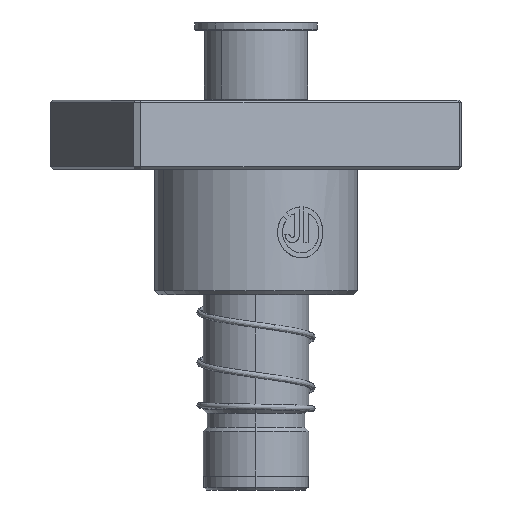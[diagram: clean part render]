
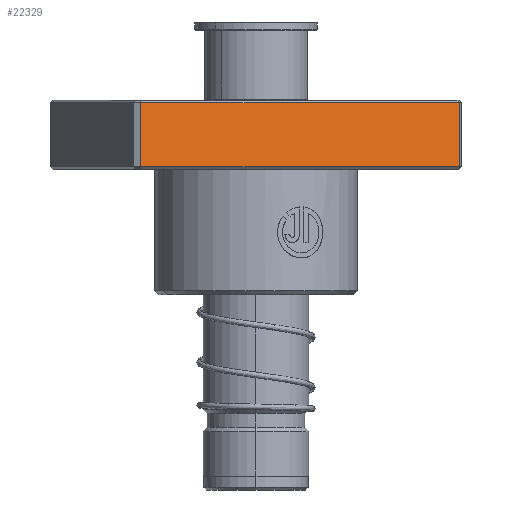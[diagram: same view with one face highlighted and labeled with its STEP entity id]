
A CAD part, left-side view. The second image highlights one B-rep face of the part: STEP entity #22329.
In plain terms, the highlighted face is planar.
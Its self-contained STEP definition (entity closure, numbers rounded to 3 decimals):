
#894 = EDGE_CURVE ( 'NONE', #11099, #17644, #1948, .T. ) ;
#1000 = LINE ( 'NONE', #20807, #33169 ) ;
#1321 = FACE_OUTER_BOUND ( 'NONE', #18975, .T. ) ;
#1387 = DIRECTION ( 'NONE',  ( 0., 0., -1. ) ) ;
#1596 = CARTESIAN_POINT ( 'NONE',  ( 63., 37.5, 24. ) ) ;
#1948 = LINE ( 'NONE', #14917, #29593 ) ;
#2922 = CARTESIAN_POINT ( 'NONE',  ( 63., 37.5, 24. ) ) ;
#7612 = DIRECTION ( 'NONE',  ( 0., 0., -1. ) ) ;
#7918 = CARTESIAN_POINT ( 'NONE',  ( -63., 37.5, 24. ) ) ;
#8438 = VERTEX_POINT ( 'NONE', #7918 ) ;
#11036 = CARTESIAN_POINT ( 'NONE',  ( -63., 37.5, 25. ) ) ;
#11099 = VERTEX_POINT ( 'NONE', #27473 ) ;
#12853 = EDGE_CURVE ( 'NONE', #8438, #31640, #33387, .T. ) ;
#14571 = VECTOR ( 'NONE', #32396, 1000. ) ;
#14917 = CARTESIAN_POINT ( 'NONE',  ( -63., 37.5, 1. ) ) ;
#17644 = VERTEX_POINT ( 'NONE', #21231 ) ;
#18975 = EDGE_LOOP ( 'NONE', ( #27284, #32934, #28518, #30241 ) ) ;
#20807 = CARTESIAN_POINT ( 'NONE',  ( -63., 37.5, 25. ) ) ;
#21231 = CARTESIAN_POINT ( 'NONE',  ( -63., 37.5, 1. ) ) ;
#22329 = ADVANCED_FACE ( 'NONE', ( #1321 ), #27051, .F. ) ;
#24154 = VECTOR ( 'NONE', #1387, 1000. ) ;
#24687 = DIRECTION ( 'NONE',  ( 0., 0., -1. ) ) ;
#25617 = EDGE_CURVE ( 'NONE', #31640, #11099, #31283, .T. ) ;
#26762 = AXIS2_PLACEMENT_3D ( 'NONE', #11036, #27392, #24687 ) ;
#27051 = PLANE ( 'NONE',  #26762 ) ;
#27284 = ORIENTED_EDGE ( 'NONE', *, *, #25617, .T. ) ;
#27392 = DIRECTION ( 'NONE',  ( 0., -1., 0. ) ) ;
#27473 = CARTESIAN_POINT ( 'NONE',  ( 63., 37.5, 1. ) ) ;
#28518 = ORIENTED_EDGE ( 'NONE', *, *, #32416, .F. ) ;
#29593 = VECTOR ( 'NONE', #33612, 1000. ) ;
#29970 = CARTESIAN_POINT ( 'NONE',  ( 63., 37.5, 25. ) ) ;
#30241 = ORIENTED_EDGE ( 'NONE', *, *, #12853, .T. ) ;
#31283 = LINE ( 'NONE', #29970, #24154 ) ;
#31640 = VERTEX_POINT ( 'NONE', #1596 ) ;
#32396 = DIRECTION ( 'NONE',  ( 1., 0., 0. ) ) ;
#32416 = EDGE_CURVE ( 'NONE', #8438, #17644, #1000, .T. ) ;
#32934 = ORIENTED_EDGE ( 'NONE', *, *, #894, .T. ) ;
#33169 = VECTOR ( 'NONE', #7612, 1000. ) ;
#33387 = LINE ( 'NONE', #2922, #14571 ) ;
#33612 = DIRECTION ( 'NONE',  ( -1., 0., 0. ) ) ;
